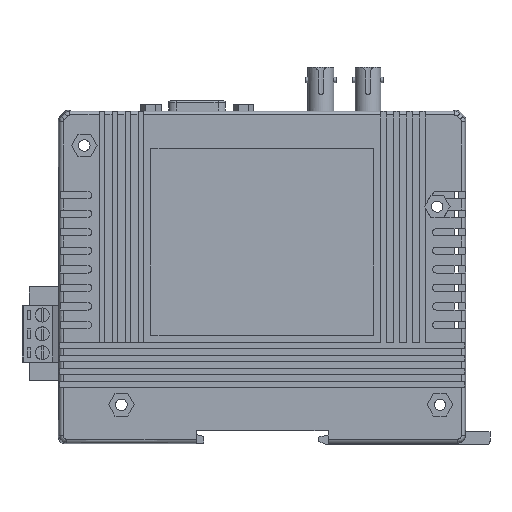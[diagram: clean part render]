
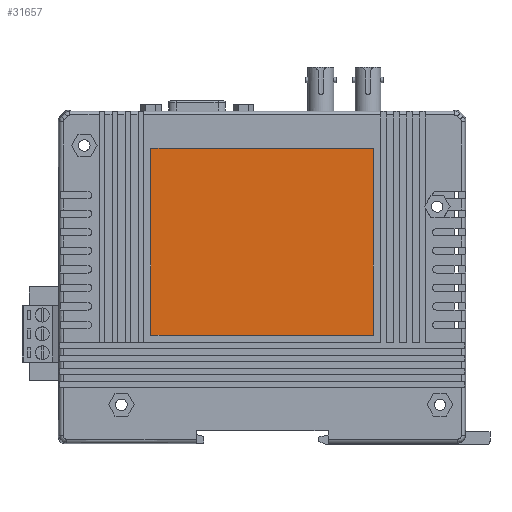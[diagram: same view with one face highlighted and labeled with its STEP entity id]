
A CAD part, left-side view. The second image highlights one B-rep face of the part: STEP entity #31657.
In plain terms, the highlighted face is planar.
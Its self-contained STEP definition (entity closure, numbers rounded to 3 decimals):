
#285 = CARTESIAN_POINT ( 'NONE',  ( -29.392, -16.894, -19.971 ) ) ;
#1085 = FACE_OUTER_BOUND ( 'NONE', #48638, .T. ) ;
#2151 = DIRECTION ( 'NONE',  ( -1., 0., 0. ) ) ;
#3579 = ORIENTED_EDGE ( 'NONE', *, *, #55769, .T. ) ;
#4082 = VECTOR ( 'NONE', #35205, 1000. ) ;
#4223 = ORIENTED_EDGE ( 'NONE', *, *, #23430, .T. ) ;
#6782 = CARTESIAN_POINT ( 'NONE',  ( -89.392, -16.894, -70.429 ) ) ;
#11170 = CARTESIAN_POINT ( 'NONE',  ( -29.392, -16.894, -70.429 ) ) ;
#11552 = ORIENTED_EDGE ( 'NONE', *, *, #24084, .F. ) ;
#13002 = ORIENTED_EDGE ( 'NONE', *, *, #37305, .F. ) ;
#16183 = VECTOR ( 'NONE', #46864, 1000. ) ;
#16562 = AXIS2_PLACEMENT_3D ( 'NONE', #11170, #50699, #24447 ) ;
#18313 = CARTESIAN_POINT ( 'NONE',  ( -89.392, -16.894, -19.971 ) ) ;
#18345 = CARTESIAN_POINT ( 'NONE',  ( -29.392, -16.894, -70.429 ) ) ;
#20880 = PLANE ( 'NONE',  #16562 ) ;
#23430 = EDGE_CURVE ( 'NONE', #57491, #27851, #54350, .T. ) ;
#24084 = EDGE_CURVE ( 'NONE', #38364, #26322, #42971, .T. ) ;
#24447 = DIRECTION ( 'NONE',  ( 0., 0., 1. ) ) ;
#26322 = VERTEX_POINT ( 'NONE', #38814 ) ;
#27851 = VERTEX_POINT ( 'NONE', #6782 ) ;
#28037 = LINE ( 'NONE', #18313, #16183 ) ;
#31657 = ADVANCED_FACE ( 'NONE', ( #1085 ), #20880, .T. ) ;
#35205 = DIRECTION ( 'NONE',  ( -1., 0., 0. ) ) ;
#37305 = EDGE_CURVE ( 'NONE', #26322, #27851, #28037, .T. ) ;
#38107 = CARTESIAN_POINT ( 'NONE',  ( -29.392, -16.894, -19.971 ) ) ;
#38280 = CARTESIAN_POINT ( 'NONE',  ( -29.392, -16.894, -19.971 ) ) ;
#38364 = VERTEX_POINT ( 'NONE', #285 ) ;
#38814 = CARTESIAN_POINT ( 'NONE',  ( -89.392, -16.894, -19.971 ) ) ;
#42971 = LINE ( 'NONE', #38107, #47672 ) ;
#44289 = CARTESIAN_POINT ( 'NONE',  ( -29.392, -16.894, -70.429 ) ) ;
#46864 = DIRECTION ( 'NONE',  ( 0., 0., -1. ) ) ;
#47672 = VECTOR ( 'NONE', #2151, 1000. ) ;
#48638 = EDGE_LOOP ( 'NONE', ( #3579, #4223, #13002, #11552 ) ) ;
#50699 = DIRECTION ( 'NONE',  ( 0., 1., 0. ) ) ;
#53839 = LINE ( 'NONE', #38280, #61870 ) ;
#54350 = LINE ( 'NONE', #44289, #4082 ) ;
#55769 = EDGE_CURVE ( 'NONE', #38364, #57491, #53839, .T. ) ;
#57491 = VERTEX_POINT ( 'NONE', #18345 ) ;
#61870 = VECTOR ( 'NONE', #63593, 1000. ) ;
#63593 = DIRECTION ( 'NONE',  ( 0., 0., -1. ) ) ;
